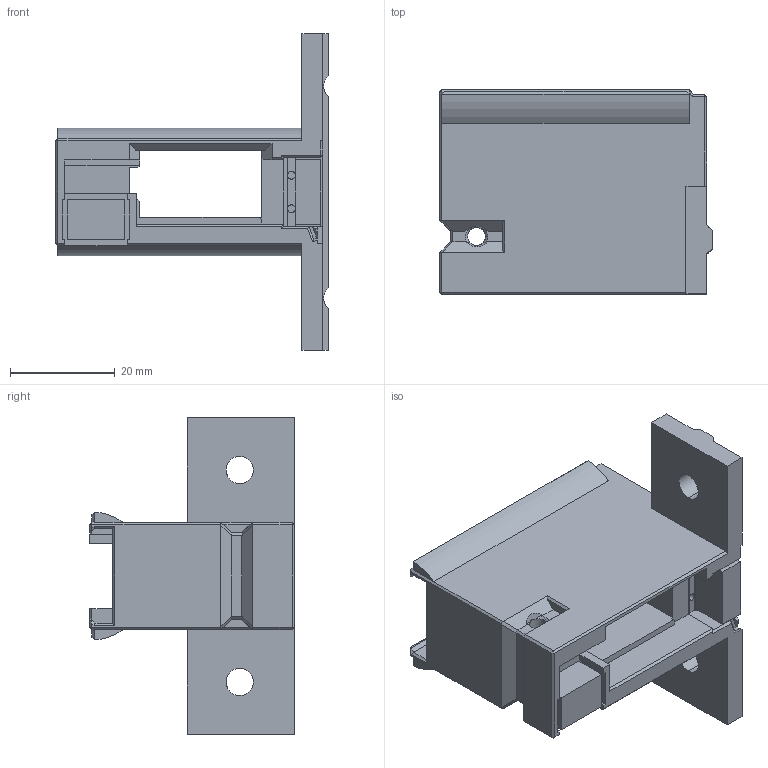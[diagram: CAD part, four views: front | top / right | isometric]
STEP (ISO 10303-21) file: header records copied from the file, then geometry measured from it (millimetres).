
FILE_DESCRIPTION (( 'STEP AP203' ), '1' );
FILE_NAME ('Blobifier Vertical Servo.STEP', '2024-05-23T16:00:18', ( '' ), ( '' ), 'SwSTEP 2.0', 'SolidWorks 2024', '' );
FILE_SCHEMA (( 'CONFIG_CONTROL_DESIGN' ));
Length unit declared in the file: millimetre
Products named in the file (1): Blobifier Vertical Servo
Bounding box: 51.9 x 39 x 60.4 mm (x, y, z)
Volume: 25077.2 mm3; surface area: 13779.7 mm2
Topology: 3 solids, 3 shells, 244 faces, 669 edges, 421 vertices
Faces by surface type: plane 221, cylinder 13, cone 6, bspline 4
Entity records: 7947 total; most frequent: CARTESIAN_POINT 1742, ORIENTED_EDGE 1338, DIRECTION 1166, EDGE_CURVE 669, LINE 596, VECTOR 596, VERTEX_POINT 421, AXIS2_PLACEMENT_3D 285
